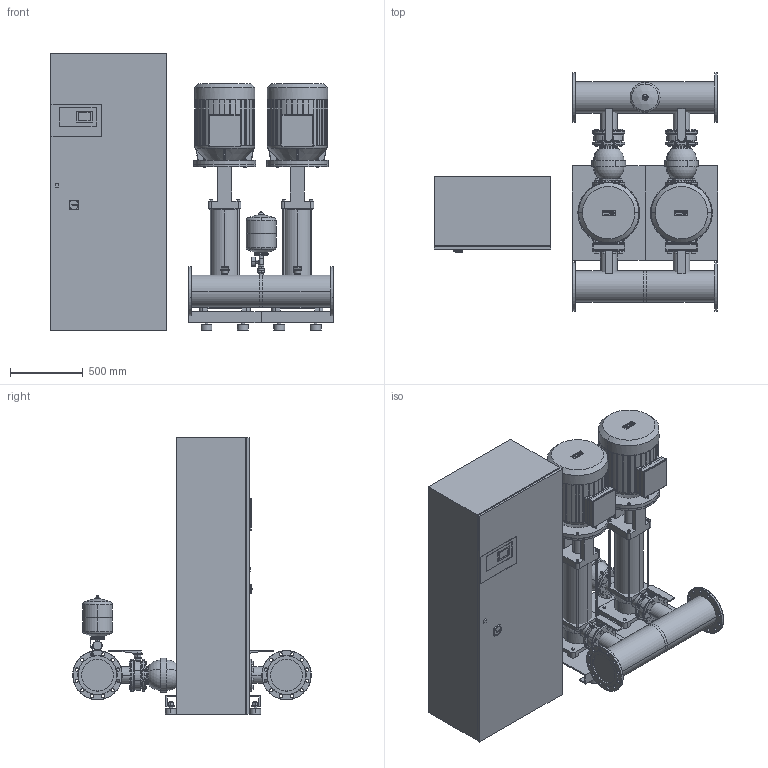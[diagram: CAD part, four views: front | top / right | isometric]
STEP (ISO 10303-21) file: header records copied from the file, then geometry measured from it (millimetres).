
FILE_DESCRIPTION((''),'2;1');
FILE_NAME('3d_COR-2MVI7005_2-2523253.stp','2011-08-26T14:41:15',(''),(''),'Mechanical Desktop 2009','Mechanical Desktop 2009',', , ');
FILE_SCHEMA(('CONFIG_CONTROL_DESIGN'));
Length unit declared in the file: millimetre
Products named in the file (1): Product
Bounding box: 1950 x 1639.55 x 1900 mm (x, y, z)
Volume: 1117760687.1 mm3; surface area: 19432528 mm2
Topology: 132 solids, 132 shells, 3690 faces, 8817 edges, 5716 vertices
Faces by surface type: plane 1824, cylinder 1030, bspline 514, cone 220, torus 76, sphere 26
Full cylindrical faces by diameter (mm): 114.3 x4, 205 x4
Entity records: 115371 total; most frequent: CARTESIAN_POINT 28106, DIRECTION 18315, ORIENTED_EDGE 17586, EDGE_CURVE 8793, AXIS2_PLACEMENT_3D 6451, VERTEX_POINT 5710, VECTOR 5413, LINE 5413
